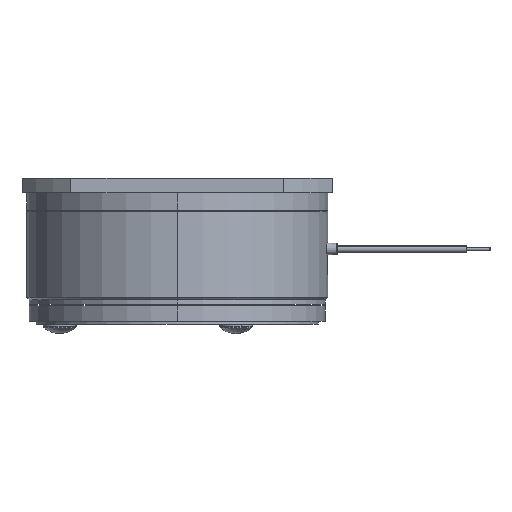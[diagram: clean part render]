
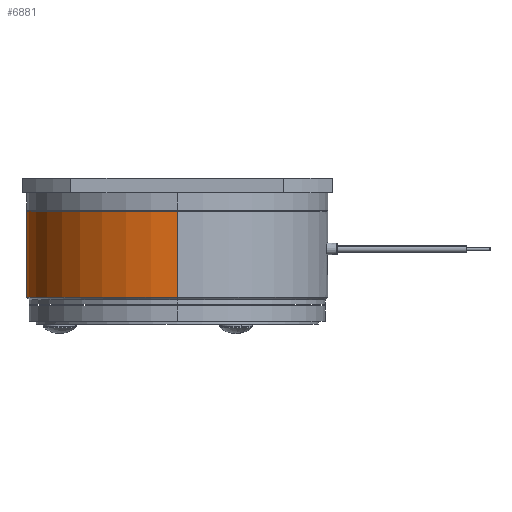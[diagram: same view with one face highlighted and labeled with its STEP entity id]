
A CAD part, left-side view. The second image highlights one B-rep face of the part: STEP entity #6881.
In plain terms, the highlighted cylindrical face has radius 32 mm (diameter 64 mm), a partial arc.
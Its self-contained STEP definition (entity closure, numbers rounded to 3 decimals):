
#43 = DIRECTION ( 'NONE',  ( 1., 0., 0. ) ) ;
#81 = CARTESIAN_POINT ( 'NONE',  ( 32., 0., -7. ) ) ;
#86 = VERTEX_POINT ( 'NONE', #4940 ) ;
#752 = DIRECTION ( 'NONE',  ( 0., 0., 1. ) ) ;
#845 = AXIS2_PLACEMENT_3D ( 'NONE', #5006, #6432, #4067 ) ;
#980 = LINE ( 'NONE', #1023, #7569 ) ;
#1023 = CARTESIAN_POINT ( 'NONE',  ( -32., 0., -2.374 ) ) ;
#1419 = VECTOR ( 'NONE', #2315, 1000. ) ;
#1596 = AXIS2_PLACEMENT_3D ( 'NONE', #6764, #752, #43 ) ;
#2315 = DIRECTION ( 'NONE',  ( 0., 0., 1. ) ) ;
#2373 = FACE_OUTER_BOUND ( 'NONE', #8775, .T. ) ;
#3261 = CARTESIAN_POINT ( 'NONE',  ( 0., 0., -7. ) ) ;
#3490 = EDGE_CURVE ( 'NONE', #86, #7871, #980, .T. ) ;
#3712 = ORIENTED_EDGE ( 'NONE', *, *, #3490, .T. ) ;
#3740 = CYLINDRICAL_SURFACE ( 'NONE', #1596, 32. ) ;
#4004 = DIRECTION ( 'NONE',  ( 0., 0., 1. ) ) ;
#4021 = DIRECTION ( 'NONE',  ( 1., 0., 0. ) ) ;
#4067 = DIRECTION ( 'NONE',  ( 1., 0., 0. ) ) ;
#4518 = EDGE_CURVE ( 'NONE', #4533, #86, #5130, .T. ) ;
#4533 = VERTEX_POINT ( 'NONE', #7527 ) ;
#4940 = CARTESIAN_POINT ( 'NONE',  ( -32., 0., -25.3 ) ) ;
#5006 = CARTESIAN_POINT ( 'NONE',  ( 0., 0., -25.3 ) ) ;
#5130 = CIRCLE ( 'NONE', #845, 32. ) ;
#5455 = CARTESIAN_POINT ( 'NONE',  ( 32., 0., -2.374 ) ) ;
#5513 = ORIENTED_EDGE ( 'NONE', *, *, #8113, .F. ) ;
#6432 = DIRECTION ( 'NONE',  ( 0., 0., 1. ) ) ;
#6764 = CARTESIAN_POINT ( 'NONE',  ( 0., 0., -2.374 ) ) ;
#6820 = CIRCLE ( 'NONE', #9668, 32. ) ;
#6881 = ADVANCED_FACE ( 'NONE', ( #2373 ), #3740, .T. ) ;
#6966 = LINE ( 'NONE', #5455, #1419 ) ;
#7095 = VERTEX_POINT ( 'NONE', #81 ) ;
#7527 = CARTESIAN_POINT ( 'NONE',  ( 32., 0., -25.3 ) ) ;
#7569 = VECTOR ( 'NONE', #4004, 1000. ) ;
#7742 = CARTESIAN_POINT ( 'NONE',  ( -32., 0., -7. ) ) ;
#7871 = VERTEX_POINT ( 'NONE', #7742 ) ;
#8113 = EDGE_CURVE ( 'NONE', #4533, #7095, #6966, .T. ) ;
#8208 = EDGE_CURVE ( 'NONE', #7095, #7871, #6820, .T. ) ;
#8675 = DIRECTION ( 'NONE',  ( 0., 0., 1. ) ) ;
#8775 = EDGE_LOOP ( 'NONE', ( #9763, #3712, #9593, #5513 ) ) ;
#9593 = ORIENTED_EDGE ( 'NONE', *, *, #8208, .F. ) ;
#9668 = AXIS2_PLACEMENT_3D ( 'NONE', #3261, #8675, #4021 ) ;
#9763 = ORIENTED_EDGE ( 'NONE', *, *, #4518, .T. ) ;
